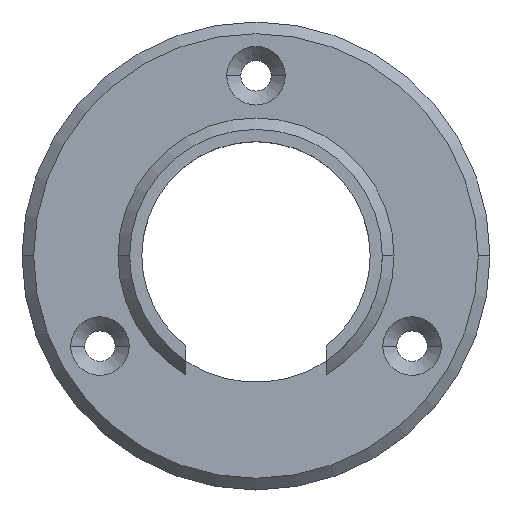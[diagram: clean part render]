
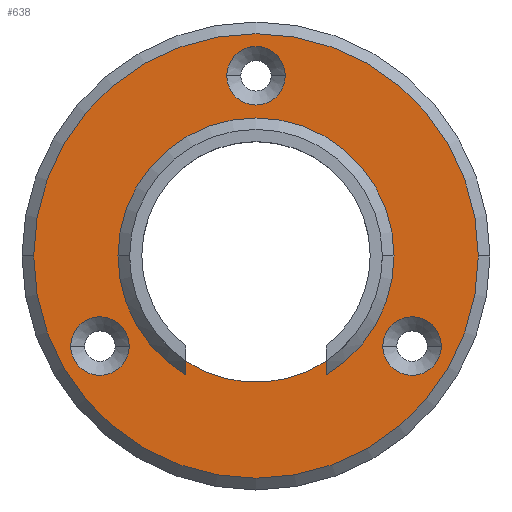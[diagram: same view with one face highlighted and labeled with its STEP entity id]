
A CAD part, top view. The second image highlights one B-rep face of the part: STEP entity #638.
In plain terms, the highlighted planar face has unit normal (0, 0, 1).
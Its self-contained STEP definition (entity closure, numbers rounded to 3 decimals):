
#11 = EDGE_CURVE ( 'NONE', #731, #905, #1749, .T. ) ;
#14 = CIRCLE ( 'NONE', #557, 29.5 ) ;
#34 = DIRECTION ( 'NONE',  ( 1., 0., 0. ) ) ;
#48 = CARTESIAN_POINT ( 'NONE',  ( -6.25, 38.5, 4.8 ) ) ;
#57 = CARTESIAN_POINT ( 'NONE',  ( -27.092, -19.25, 4.8 ) ) ;
#91 = EDGE_CURVE ( 'NONE', #981, #727, #802, .T. ) ;
#95 = ORIENTED_EDGE ( 'NONE', *, *, #1369, .T. ) ;
#112 = VERTEX_POINT ( 'NONE', #703 ) ;
#115 = CARTESIAN_POINT ( 'NONE',  ( 15., 0., 4.8 ) ) ;
#123 = CIRCLE ( 'NONE', #435, 47.5 ) ;
#127 = AXIS2_PLACEMENT_3D ( 'NONE', #458, #1432, #1290 ) ;
#136 = CARTESIAN_POINT ( 'NONE',  ( -29.5, 0., 4.8 ) ) ;
#139 = VERTEX_POINT ( 'NONE', #136 ) ;
#160 = DIRECTION ( 'NONE',  ( 0., 0., 1. ) ) ;
#169 = AXIS2_PLACEMENT_3D ( 'NONE', #309, #173, #1677 ) ;
#173 = DIRECTION ( 'NONE',  ( 0., 0., -1. ) ) ;
#213 = AXIS2_PLACEMENT_3D ( 'NONE', #1004, #883, #1022 ) ;
#217 = EDGE_CURVE ( 'NONE', #597, #1091, #809, .T. ) ;
#236 = CARTESIAN_POINT ( 'NONE',  ( 0., 38.5, 4.8 ) ) ;
#250 = EDGE_CURVE ( 'NONE', #1160, #931, #1492, .T. ) ;
#260 = ORIENTED_EDGE ( 'NONE', *, *, #824, .F. ) ;
#280 = LINE ( 'NONE', #115, #577 ) ;
#282 = DIRECTION ( 'NONE',  ( 0., 0., -1. ) ) ;
#288 = DIRECTION ( 'NONE',  ( 1., 0., 0. ) ) ;
#294 = AXIS2_PLACEMENT_3D ( 'NONE', #1761, #1489, #554 ) ;
#306 = EDGE_LOOP ( 'NONE', ( #1446, #737 ) ) ;
#309 = CARTESIAN_POINT ( 'NONE',  ( 0., 0., 4.8 ) ) ;
#311 = CARTESIAN_POINT ( 'NONE',  ( -15., 0., 4.8 ) ) ;
#318 = AXIS2_PLACEMENT_3D ( 'NONE', #1464, #1494, #1218 ) ;
#358 = EDGE_CURVE ( 'NONE', #449, #1392, #562, .T. ) ;
#374 = CIRCLE ( 'NONE', #1072, 6.25 ) ;
#383 = CARTESIAN_POINT ( 'NONE',  ( 27.092, -19.25, 4.8 ) ) ;
#393 = FACE_BOUND ( 'NONE', #676, .T. ) ;
#417 = ORIENTED_EDGE ( 'NONE', *, *, #250, .F. ) ;
#430 = AXIS2_PLACEMENT_3D ( 'NONE', #992, #160, #34 ) ;
#435 = AXIS2_PLACEMENT_3D ( 'NONE', #1732, #1071, #941 ) ;
#438 = CARTESIAN_POINT ( 'NONE',  ( -39.592, -19.25, 4.8 ) ) ;
#439 = CARTESIAN_POINT ( 'NONE',  ( 33.342, -19.25, 4.8 ) ) ;
#440 = ORIENTED_EDGE ( 'NONE', *, *, #1103, .F. ) ;
#449 = VERTEX_POINT ( 'NONE', #1044 ) ;
#458 = CARTESIAN_POINT ( 'NONE',  ( 0., 0., 4.8 ) ) ;
#475 = EDGE_CURVE ( 'NONE', #112, #523, #724, .T. ) ;
#501 = ORIENTED_EDGE ( 'NONE', *, *, #358, .F. ) ;
#509 = DIRECTION ( 'NONE',  ( 1., 0., 0. ) ) ;
#511 = CARTESIAN_POINT ( 'NONE',  ( 0., 38.5, 4.8 ) ) ;
#523 = VERTEX_POINT ( 'NONE', #874 ) ;
#554 = DIRECTION ( 'NONE',  ( 1., 0., 0. ) ) ;
#555 = ORIENTED_EDGE ( 'NONE', *, *, #91, .F. ) ;
#557 = AXIS2_PLACEMENT_3D ( 'NONE', #1363, #282, #288 ) ;
#562 = CIRCLE ( 'NONE', #1094, 6.25 ) ;
#577 = VECTOR ( 'NONE', #1109, 1000. ) ;
#597 = VERTEX_POINT ( 'NONE', #646 ) ;
#605 = EDGE_LOOP ( 'NONE', ( #555, #625, #660, #1715, #1288, #95 ) ) ;
#625 = ORIENTED_EDGE ( 'NONE', *, *, #879, .T. ) ;
#638 = ADVANCED_FACE ( 'NONE', ( #654, #1204, #1716, #1726, #393 ), #1736, .T. ) ;
#646 = CARTESIAN_POINT ( 'NONE',  ( -47.5, 0., 4.8 ) ) ;
#654 = FACE_OUTER_BOUND ( 'NONE', #306, .T. ) ;
#660 = ORIENTED_EDGE ( 'NONE', *, *, #1638, .T. ) ;
#669 = ORIENTED_EDGE ( 'NONE', *, *, #11, .F. ) ;
#674 = CARTESIAN_POINT ( 'NONE',  ( 6.25, 38.5, 4.8 ) ) ;
#676 = EDGE_LOOP ( 'NONE', ( #1401, #669 ) ) ;
#682 = CARTESIAN_POINT ( 'NONE',  ( 15., -22.45, 4.8 ) ) ;
#703 = CARTESIAN_POINT ( 'NONE',  ( 29.5, 0., 4.8 ) ) ;
#719 = AXIS2_PLACEMENT_3D ( 'NONE', #511, #1055, #947 ) ;
#720 = DIRECTION ( 'NONE',  ( 0., 0., 1. ) ) ;
#724 = CIRCLE ( 'NONE', #127, 29.5 ) ;
#727 = VERTEX_POINT ( 'NONE', #682 ) ;
#731 = VERTEX_POINT ( 'NONE', #438 ) ;
#737 = ORIENTED_EDGE ( 'NONE', *, *, #1399, .T. ) ;
#750 = EDGE_CURVE ( 'NONE', #139, #112, #14, .T. ) ;
#787 = DIRECTION ( 'NONE',  ( 1., 0., 0. ) ) ;
#795 = CARTESIAN_POINT ( 'NONE',  ( 47.5, 0., 4.8 ) ) ;
#802 = CIRCLE ( 'NONE', #430, 27. ) ;
#809 = CIRCLE ( 'NONE', #318, 47.5 ) ;
#823 = DIRECTION ( 'NONE',  ( 0., 0., 1. ) ) ;
#824 = EDGE_CURVE ( 'NONE', #1392, #449, #1223, .T. ) ;
#874 = CARTESIAN_POINT ( 'NONE',  ( 15., -25.402, 4.8 ) ) ;
#879 = EDGE_CURVE ( 'NONE', #981, #1073, #891, .T. ) ;
#883 = DIRECTION ( 'NONE',  ( 0., 0., 1. ) ) ;
#891 = LINE ( 'NONE', #311, #1360 ) ;
#905 = VERTEX_POINT ( 'NONE', #57 ) ;
#931 = VERTEX_POINT ( 'NONE', #48 ) ;
#935 = CARTESIAN_POINT ( 'NONE',  ( 0., 0., 4.8 ) ) ;
#941 = DIRECTION ( 'NONE',  ( 1., 0., 0. ) ) ;
#947 = DIRECTION ( 'NONE',  ( 1., 0., 0. ) ) ;
#981 = VERTEX_POINT ( 'NONE', #1439 ) ;
#992 = CARTESIAN_POINT ( 'NONE',  ( 0., 0., 4.8 ) ) ;
#993 = EDGE_LOOP ( 'NONE', ( #417, #440 ) ) ;
#1004 = CARTESIAN_POINT ( 'NONE',  ( -33.342, -19.25, 4.8 ) ) ;
#1022 = DIRECTION ( 'NONE',  ( 1., 0., 0. ) ) ;
#1044 = CARTESIAN_POINT ( 'NONE',  ( 39.592, -19.25, 4.8 ) ) ;
#1055 = DIRECTION ( 'NONE',  ( 0., 0., 1. ) ) ;
#1064 = DIRECTION ( 'NONE',  ( 0., 0., 1. ) ) ;
#1071 = DIRECTION ( 'NONE',  ( 0., 0., 1. ) ) ;
#1072 = AXIS2_PLACEMENT_3D ( 'NONE', #236, #1064, #787 ) ;
#1073 = VERTEX_POINT ( 'NONE', #1587 ) ;
#1091 = VERTEX_POINT ( 'NONE', #795 ) ;
#1094 = AXIS2_PLACEMENT_3D ( 'NONE', #439, #823, #1377 ) ;
#1098 = CIRCLE ( 'NONE', #169, 29.5 ) ;
#1103 = EDGE_CURVE ( 'NONE', #931, #1160, #374, .T. ) ;
#1109 = DIRECTION ( 'NONE',  ( 0., 1., 0. ) ) ;
#1160 = VERTEX_POINT ( 'NONE', #674 ) ;
#1204 = FACE_BOUND ( 'NONE', #605, .T. ) ;
#1218 = DIRECTION ( 'NONE',  ( 1., 0., 0. ) ) ;
#1223 = CIRCLE ( 'NONE', #1499, 6.25 ) ;
#1288 = ORIENTED_EDGE ( 'NONE', *, *, #475, .T. ) ;
#1290 = DIRECTION ( 'NONE',  ( 1., 0., 0. ) ) ;
#1331 = AXIS2_PLACEMENT_3D ( 'NONE', #935, #1596, #509 ) ;
#1360 = VECTOR ( 'NONE', #1396, 1000. ) ;
#1363 = CARTESIAN_POINT ( 'NONE',  ( 0., 0., 4.8 ) ) ;
#1369 = EDGE_CURVE ( 'NONE', #523, #727, #280, .T. ) ;
#1377 = DIRECTION ( 'NONE',  ( 1., 0., 0. ) ) ;
#1382 = EDGE_CURVE ( 'NONE', #905, #731, #1603, .T. ) ;
#1392 = VERTEX_POINT ( 'NONE', #383 ) ;
#1396 = DIRECTION ( 'NONE',  ( 0., -1., 0. ) ) ;
#1399 = EDGE_CURVE ( 'NONE', #1091, #597, #123, .T. ) ;
#1401 = ORIENTED_EDGE ( 'NONE', *, *, #1382, .F. ) ;
#1432 = DIRECTION ( 'NONE',  ( 0., 0., -1. ) ) ;
#1439 = CARTESIAN_POINT ( 'NONE',  ( -15., -22.45, 4.8 ) ) ;
#1446 = ORIENTED_EDGE ( 'NONE', *, *, #217, .T. ) ;
#1464 = CARTESIAN_POINT ( 'NONE',  ( 0., 0., 4.8 ) ) ;
#1489 = DIRECTION ( 'NONE',  ( 0., 0., 1. ) ) ;
#1492 = CIRCLE ( 'NONE', #719, 6.25 ) ;
#1494 = DIRECTION ( 'NONE',  ( 0., 0., 1. ) ) ;
#1495 = EDGE_LOOP ( 'NONE', ( #501, #260 ) ) ;
#1499 = AXIS2_PLACEMENT_3D ( 'NONE', #1530, #720, #1539 ) ;
#1530 = CARTESIAN_POINT ( 'NONE',  ( 33.342, -19.25, 4.8 ) ) ;
#1539 = DIRECTION ( 'NONE',  ( 1., 0., 0. ) ) ;
#1587 = CARTESIAN_POINT ( 'NONE',  ( -15., -25.402, 4.8 ) ) ;
#1596 = DIRECTION ( 'NONE',  ( 0., 0., 1. ) ) ;
#1603 = CIRCLE ( 'NONE', #294, 6.25 ) ;
#1638 = EDGE_CURVE ( 'NONE', #1073, #139, #1098, .T. ) ;
#1677 = DIRECTION ( 'NONE',  ( 1., 0., 0. ) ) ;
#1715 = ORIENTED_EDGE ( 'NONE', *, *, #750, .T. ) ;
#1716 = FACE_BOUND ( 'NONE', #993, .T. ) ;
#1726 = FACE_BOUND ( 'NONE', #1495, .T. ) ;
#1732 = CARTESIAN_POINT ( 'NONE',  ( 0., 0., 4.8 ) ) ;
#1736 = PLANE ( 'NONE',  #1331 ) ;
#1749 = CIRCLE ( 'NONE', #213, 6.25 ) ;
#1761 = CARTESIAN_POINT ( 'NONE',  ( -33.342, -19.25, 4.8 ) ) ;
